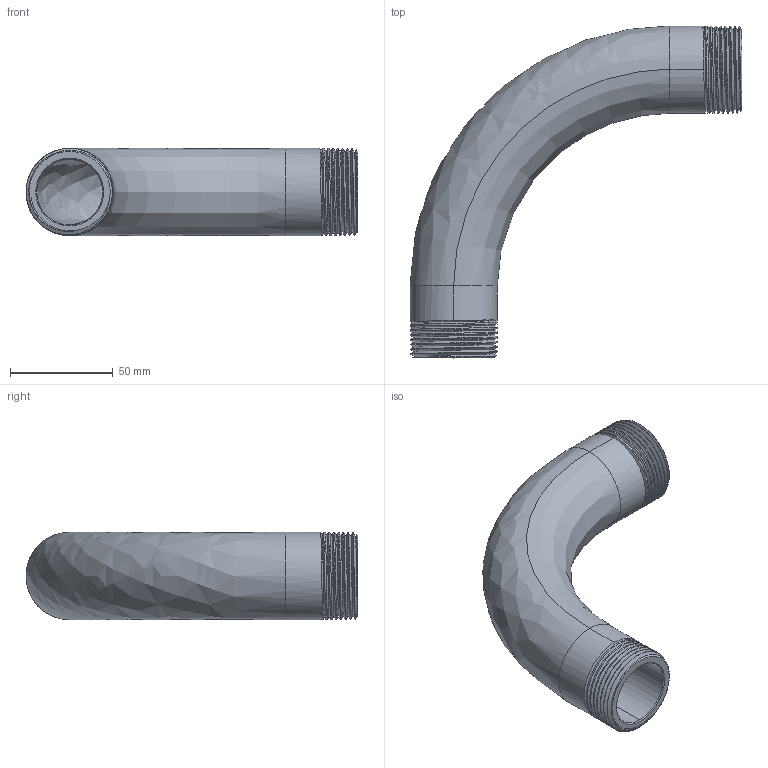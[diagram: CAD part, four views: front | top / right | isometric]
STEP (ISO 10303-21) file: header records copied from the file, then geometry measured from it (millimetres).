
FILE_DESCRIPTION (( 'STEP AP203' ), '1' );
FILE_NAME ('BEND 90¡ã 1 1-4.STEP', '2020-11-11T03:54:11', ( '' ), ( '' ), 'SwSTEP 2.0', 'SolidWorks 2015', '' );
FILE_SCHEMA (( 'CONFIG_CONTROL_DESIGN' ));
Length unit declared in the file: millimetre
Products named in the file (1): BEND 90°  1 1-4
Bounding box: 161.2 x 161.2 x 42.4 mm (x, y, z)
Volume: 139190.3 mm3; surface area: 59746.4 mm2
Topology: 1 solids, 1 shells, 57 faces, 153 edges, 98 vertices
Faces by surface type: cylinder 35, cone 10, bspline 8, plane 4
Entity records: 10756 total; most frequent: CARTESIAN_POINT 9420, ORIENTED_EDGE 306, DIRECTION 195, EDGE_CURVE 153, VERTEX_POINT 98, B_SPLINE_CURVE_WITH_KNOTS 81, AXIS2_PLACEMENT_3D 73, EDGE_LOOP 59
